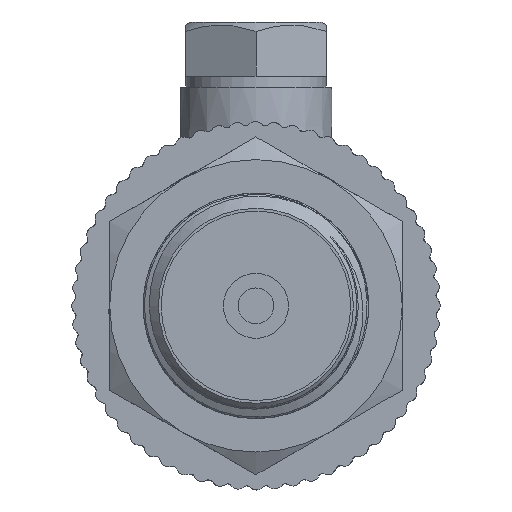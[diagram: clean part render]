
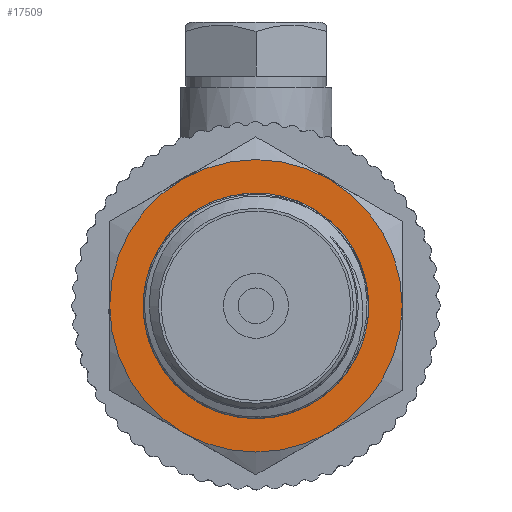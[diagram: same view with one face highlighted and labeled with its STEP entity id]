
A CAD part, left-side view. The second image highlights one B-rep face of the part: STEP entity #17509.
In plain terms, the highlighted face is planar.
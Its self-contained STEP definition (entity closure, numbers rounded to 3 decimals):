
#211=FACE_BOUND('',#2862,.T.);
#842=PLANE('',#18660);
#1833=FACE_OUTER_BOUND('',#2861,.T.);
#2861=EDGE_LOOP('',(#16176));
#2862=EDGE_LOOP('',(#16177));
#3417=CIRCLE('',#18659,13.5);
#3418=CIRCLE('',#18661,10.);
#8133=VERTEX_POINT('',#57371);
#8134=VERTEX_POINT('',#57375);
#10818=EDGE_CURVE('',#8133,#8133,#3417,.T.);
#10820=EDGE_CURVE('',#8134,#8134,#3418,.T.);
#16176=ORIENTED_EDGE('',*,*,#10818,.T.);
#16177=ORIENTED_EDGE('',*,*,#10820,.F.);
#17509=ADVANCED_FACE('',(#1833,#211),#842,.T.);
#18659=AXIS2_PLACEMENT_3D('',#57372,#21674,#21675);
#18660=AXIS2_PLACEMENT_3D('',#57374,#21677,#21678);
#18661=AXIS2_PLACEMENT_3D('',#57376,#21679,#21680);
#21674=DIRECTION('center_axis',(1.,0.,0.));
#21675=DIRECTION('ref_axis',(0.,0.,-1.));
#21677=DIRECTION('center_axis',(1.,0.,0.));
#21678=DIRECTION('ref_axis',(0.,0.,-1.));
#21679=DIRECTION('center_axis',(1.,0.,0.));
#21680=DIRECTION('ref_axis',(0.,0.,-1.));
#57371=CARTESIAN_POINT('',(-17.,-13.5,0.));
#57372=CARTESIAN_POINT('Origin',(-17.,0.,0.));
#57374=CARTESIAN_POINT('Origin',(-17.,10.,0.));
#57375=CARTESIAN_POINT('',(-17.,0.,10.));
#57376=CARTESIAN_POINT('Origin',(-17.,0.,0.));
